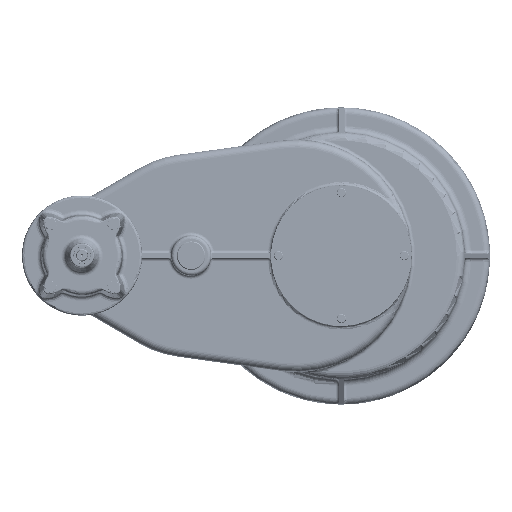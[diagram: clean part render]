
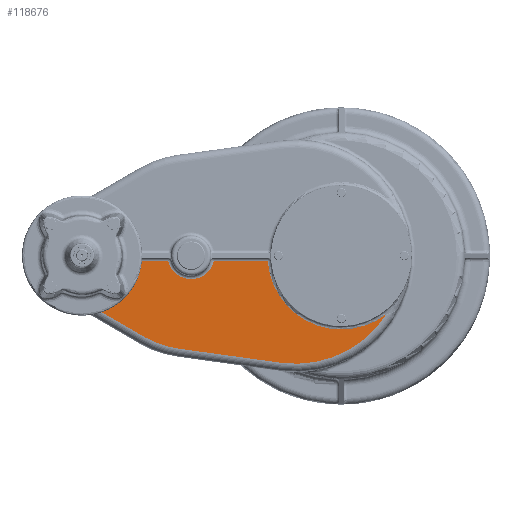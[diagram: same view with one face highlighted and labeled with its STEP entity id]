
A CAD part, top view. The second image highlights one B-rep face of the part: STEP entity #118676.
In plain terms, the highlighted planar face has unit normal (0, 0, 1).
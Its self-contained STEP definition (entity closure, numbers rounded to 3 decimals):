
#6335=LINE('',#192735,#13245);
#6337=LINE('',#192743,#13247);
#6338=LINE('',#192747,#13248);
#6380=LINE('',#192929,#13290);
#6381=LINE('',#192933,#13291);
#6382=LINE('',#192935,#13292);
#13245=VECTOR('',#147546,1000.);
#13247=VECTOR('',#147554,1000.);
#13248=VECTOR('',#147561,1000.);
#13290=VECTOR('',#147765,1000.);
#13291=VECTOR('',#147768,1000.);
#13292=VECTOR('',#147769,1000.);
#34110=ORIENTED_EDGE('',*,*,#65866,.T.);
#34111=ORIENTED_EDGE('',*,*,#65865,.T.);
#34112=ORIENTED_EDGE('',*,*,#65864,.T.);
#34113=ORIENTED_EDGE('',*,*,#65863,.T.);
#34114=ORIENTED_EDGE('',*,*,#65949,.T.);
#34115=ORIENTED_EDGE('',*,*,#65950,.T.);
#34116=ORIENTED_EDGE('',*,*,#65951,.T.);
#34117=ORIENTED_EDGE('',*,*,#65952,.T.);
#34118=ORIENTED_EDGE('',*,*,#65867,.T.);
#34119=ORIENTED_EDGE('',*,*,#65859,.T.);
#34120=ORIENTED_EDGE('',*,*,#65857,.T.);
#65857=EDGE_CURVE('',#82768,#82689,#93153,.F.);
#65859=EDGE_CURVE('',#82769,#82768,#6335,.F.);
#65863=EDGE_CURVE('',#82685,#82771,#6337,.F.);
#65864=EDGE_CURVE('',#82687,#82685,#93157,.T.);
#65865=EDGE_CURVE('',#82691,#82687,#6338,.F.);
#65866=EDGE_CURVE('',#82689,#82691,#93158,.T.);
#65867=EDGE_CURVE('',#82772,#82769,#93159,.F.);
#65949=EDGE_CURVE('',#82771,#82819,#6380,.T.);
#65950=EDGE_CURVE('',#82819,#82820,#93197,.T.);
#65951=EDGE_CURVE('',#82820,#82821,#6381,.T.);
#65952=EDGE_CURVE('',#82821,#82772,#6382,.F.);
#82685=VERTEX_POINT('',#192129);
#82687=VERTEX_POINT('',#192140);
#82689=VERTEX_POINT('',#192208);
#82691=VERTEX_POINT('',#192235);
#82768=VERTEX_POINT('',#192732);
#82769=VERTEX_POINT('',#192736);
#82771=VERTEX_POINT('',#192742);
#82772=VERTEX_POINT('',#192752);
#82819=VERTEX_POINT('',#192930);
#82820=VERTEX_POINT('',#192932);
#82821=VERTEX_POINT('',#192934);
#93153=CIRCLE('',#127115,189.);
#93157=CIRCLE('',#127122,41.);
#93158=CIRCLE('',#127125,129.1);
#93159=CIRCLE('',#127127,164.);
#93197=CIRCLE('',#127205,24.);
#101252=EDGE_LOOP('',(#34110,#34111,#34112,#34113,#34114,#34115,#34116,
#34117,#34118,#34119,#34120));
#108751=FACE_BOUND('',#101252,.T.);
#115029=PLANE('',#127204);
#118676=ADVANCED_FACE('',(#108751),#115029,.F.);
#127115=AXIS2_PLACEMENT_3D('',#192731,#147540,#147541);
#127122=AXIS2_PLACEMENT_3D('',#192745,#147557,#147558);
#127125=AXIS2_PLACEMENT_3D('',#192749,#147564,#147565);
#127127=AXIS2_PLACEMENT_3D('',#192751,#147568,#147569);
#127204=AXIS2_PLACEMENT_3D('',#192928,#147763,#147764);
#127205=AXIS2_PLACEMENT_3D('',#192931,#147766,#147767);
#147540=DIRECTION('',(0.,0.,-1.));
#147541=DIRECTION('',(-1.,0.,0.));
#147546=DIRECTION('',(-0.991,0.137,0.));
#147554=DIRECTION('',(1.,0.,0.));
#147557=DIRECTION('',(0.,0.,-1.));
#147558=DIRECTION('',(-1.,0.,0.));
#147561=DIRECTION('',(1.,0.,0.));
#147564=DIRECTION('',(0.,0.,-1.));
#147565=DIRECTION('',(-1.,0.,0.));
#147568=DIRECTION('',(0.,0.,-1.));
#147569=DIRECTION('',(-1.,0.,0.));
#147763=DIRECTION('',(0.,0.,-1.));
#147764=DIRECTION('',(-1.,0.,0.));
#147765=DIRECTION('',(0.,-1.,0.));
#147766=DIRECTION('',(0.,0.,-1.));
#147767=DIRECTION('',(-1.,0.,0.));
#147768=DIRECTION('',(-1.,0.,0.));
#147769=DIRECTION('',(-0.864,0.503,0.));
#192129=CARTESIAN_POINT('',(-302.562,-10.,274.));
#192140=CARTESIAN_POINT('',(-223.038,-10.,274.));
#192208=CARTESIAN_POINT('',(79.089,-102.038,274.));
#192235=CARTESIAN_POINT('',(-128.712,-10.,274.));
#192731=CARTESIAN_POINT('',(-80.,0.,274.));
#192732=CARTESIAN_POINT('',(-105.848,-187.224,274.));
#192735=CARTESIAN_POINT('',(-105.848,-187.224,274.));
#192736=CARTESIAN_POINT('',(-285.229,-162.459,274.));
#192742=CARTESIAN_POINT('',(-375.1,-10.,274.));
#192743=CARTESIAN_POINT('',(-375.1,-10.,274.));
#192745=CARTESIAN_POINT('',(-262.8,0.,274.));
#192747=CARTESIAN_POINT('',(-223.038,-10.,274.));
#192749=CARTESIAN_POINT('',(0.,0.,274.));
#192751=CARTESIAN_POINT('',(-262.8,0.,274.));
#192752=CARTESIAN_POINT('',(-345.316,-141.729,274.));
#192928=CARTESIAN_POINT('',(-453.6,0.,274.));
#192929=CARTESIAN_POINT('',(-375.1,0.,274.));
#192930=CARTESIAN_POINT('',(-375.1,-54.5,274.));
#192931=CARTESIAN_POINT('',(-399.1,-54.5,274.));
#192932=CARTESIAN_POINT('',(-399.1,-78.5,274.));
#192933=CARTESIAN_POINT('',(-453.6,-78.5,274.));
#192934=CARTESIAN_POINT('',(-453.918,-78.5,274.));
#192935=CARTESIAN_POINT('',(-345.316,-141.729,274.));
